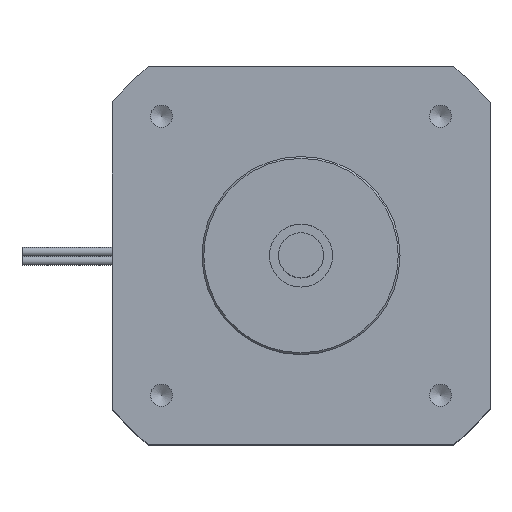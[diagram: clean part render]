
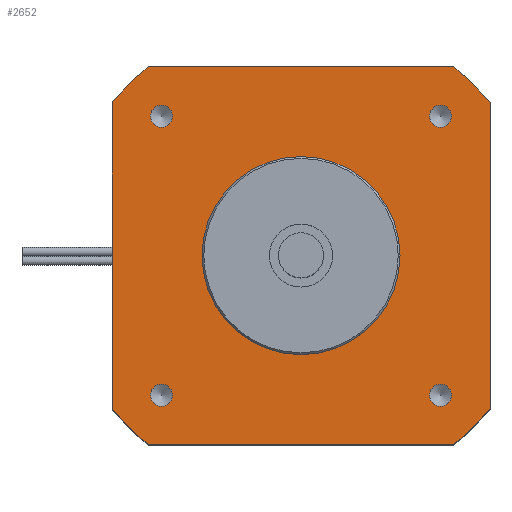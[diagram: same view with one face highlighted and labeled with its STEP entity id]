
A CAD part, top view. The second image highlights one B-rep face of the part: STEP entity #2652.
In plain terms, the highlighted planar face has unit normal (0, 0, 1).
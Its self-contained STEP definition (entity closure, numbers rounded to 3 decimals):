
#47=FACE_BOUND('',#464,.T.);
#48=FACE_BOUND('',#465,.T.);
#49=FACE_BOUND('',#466,.T.);
#50=FACE_BOUND('',#467,.T.);
#51=FACE_BOUND('',#468,.T.);
#154=PLANE('',#2889);
#271=FACE_OUTER_BOUND('',#463,.T.);
#463=EDGE_LOOP('',(#1889,#1890,#1891,#1892,#1893,#1894,#1895,#1896));
#464=EDGE_LOOP('',(#1897));
#465=EDGE_LOOP('',(#1898));
#466=EDGE_LOOP('',(#1899));
#467=EDGE_LOOP('',(#1900));
#468=EDGE_LOOP('',(#1901));
#704=LINE('',#4180,#859);
#714=LINE('',#4208,#869);
#717=LINE('',#4263,#872);
#720=LINE('',#4271,#875);
#859=VECTOR('',#3295,10.);
#869=VECTOR('',#3323,10.);
#872=VECTOR('',#3396,10.);
#875=VECTOR('',#3405,10.);
#982=CIRCLE('',#2853,11.);
#988=CIRCLE('',#2866,1.23);
#990=CIRCLE('',#2870,1.23);
#992=CIRCLE('',#2874,1.23);
#994=CIRCLE('',#2878,1.23);
#995=CIRCLE('',#2880,27.);
#996=CIRCLE('',#2882,27.);
#997=CIRCLE('',#2885,27.);
#998=CIRCLE('',#2888,27.);
#1170=VERTEX_POINT('',#4177);
#1171=VERTEX_POINT('',#4179);
#1179=VERTEX_POINT('',#4205);
#1180=VERTEX_POINT('',#4207);
#1183=VERTEX_POINT('',#4216);
#1189=VERTEX_POINT('',#4235);
#1191=VERTEX_POINT('',#4241);
#1193=VERTEX_POINT('',#4247);
#1195=VERTEX_POINT('',#4253);
#1196=VERTEX_POINT('',#4258);
#1197=VERTEX_POINT('',#4262);
#1198=VERTEX_POINT('',#4266);
#1199=VERTEX_POINT('',#4270);
#1418=EDGE_CURVE('',#1170,#1171,#704,.T.);
#1432=EDGE_CURVE('',#1179,#1180,#714,.T.);
#1436=EDGE_CURVE('',#1183,#1183,#982,.T.);
#1442=EDGE_CURVE('',#1189,#1189,#988,.T.);
#1444=EDGE_CURVE('',#1191,#1191,#990,.T.);
#1446=EDGE_CURVE('',#1193,#1193,#992,.T.);
#1448=EDGE_CURVE('',#1195,#1195,#994,.T.);
#1449=EDGE_CURVE('',#1180,#1170,#995,.T.);
#1450=EDGE_CURVE('',#1171,#1196,#996,.T.);
#1452=EDGE_CURVE('',#1196,#1197,#717,.T.);
#1454=EDGE_CURVE('',#1197,#1198,#997,.T.);
#1456=EDGE_CURVE('',#1198,#1199,#720,.T.);
#1458=EDGE_CURVE('',#1199,#1179,#998,.T.);
#1889=ORIENTED_EDGE('',*,*,#1432,.F.);
#1890=ORIENTED_EDGE('',*,*,#1458,.F.);
#1891=ORIENTED_EDGE('',*,*,#1456,.F.);
#1892=ORIENTED_EDGE('',*,*,#1454,.F.);
#1893=ORIENTED_EDGE('',*,*,#1452,.F.);
#1894=ORIENTED_EDGE('',*,*,#1450,.F.);
#1895=ORIENTED_EDGE('',*,*,#1418,.F.);
#1896=ORIENTED_EDGE('',*,*,#1449,.F.);
#1897=ORIENTED_EDGE('',*,*,#1442,.T.);
#1898=ORIENTED_EDGE('',*,*,#1444,.T.);
#1899=ORIENTED_EDGE('',*,*,#1446,.T.);
#1900=ORIENTED_EDGE('',*,*,#1448,.T.);
#1901=ORIENTED_EDGE('',*,*,#1436,.T.);
#2652=ADVANCED_FACE('',(#271,#47,#48,#49,#50,#51),#154,.T.);
#2853=AXIS2_PLACEMENT_3D('',#4217,#3333,#3334);
#2866=AXIS2_PLACEMENT_3D('',#4236,#3359,#3360);
#2870=AXIS2_PLACEMENT_3D('',#4242,#3367,#3368);
#2874=AXIS2_PLACEMENT_3D('',#4248,#3375,#3376);
#2878=AXIS2_PLACEMENT_3D('',#4254,#3383,#3384);
#2880=AXIS2_PLACEMENT_3D('',#4256,#3387,#3388);
#2882=AXIS2_PLACEMENT_3D('',#4259,#3391,#3392);
#2885=AXIS2_PLACEMENT_3D('',#4267,#3400,#3401);
#2888=AXIS2_PLACEMENT_3D('',#4274,#3409,#3410);
#2889=AXIS2_PLACEMENT_3D('',#4275,#3411,#3412);
#3295=DIRECTION('',(0.,-1.,0.));
#3323=DIRECTION('',(1.,0.,0.));
#3333=DIRECTION('center_axis',(0.,0.,-1.));
#3334=DIRECTION('ref_axis',(-1.,0.,0.));
#3359=DIRECTION('center_axis',(0.,0.,-1.));
#3360=DIRECTION('ref_axis',(1.,0.,0.));
#3367=DIRECTION('center_axis',(0.,0.,-1.));
#3368=DIRECTION('ref_axis',(1.,0.,0.));
#3375=DIRECTION('center_axis',(0.,0.,-1.));
#3376=DIRECTION('ref_axis',(1.,0.,0.));
#3383=DIRECTION('center_axis',(0.,0.,-1.));
#3384=DIRECTION('ref_axis',(1.,0.,0.));
#3387=DIRECTION('center_axis',(0.,0.,-1.));
#3388=DIRECTION('ref_axis',(0.778,0.629,0.));
#3391=DIRECTION('center_axis',(0.,0.,-1.));
#3392=DIRECTION('ref_axis',(0.629,-0.778,0.));
#3396=DIRECTION('',(-1.,0.,0.));
#3400=DIRECTION('center_axis',(0.,0.,-1.));
#3401=DIRECTION('ref_axis',(-0.778,-0.629,0.));
#3405=DIRECTION('',(0.,1.,0.));
#3409=DIRECTION('center_axis',(0.,0.,-1.));
#3410=DIRECTION('ref_axis',(-0.629,0.778,0.));
#3411=DIRECTION('center_axis',(0.,0.,1.));
#3412=DIRECTION('ref_axis',(1.,0.,0.));
#4177=CARTESIAN_POINT('',(21.,16.971,23.35));
#4179=CARTESIAN_POINT('',(21.,-16.971,23.35));
#4180=CARTESIAN_POINT('',(21.,-16.971,23.35));
#4205=CARTESIAN_POINT('',(-16.971,21.,23.35));
#4207=CARTESIAN_POINT('',(16.971,21.,23.35));
#4208=CARTESIAN_POINT('',(16.971,21.,23.35));
#4216=CARTESIAN_POINT('',(11.,0.,23.35));
#4217=CARTESIAN_POINT('Origin',(0.,0.,
23.35));
#4235=CARTESIAN_POINT('',(-16.73,-15.5,23.35));
#4236=CARTESIAN_POINT('Origin',(-15.5,-15.5,23.35));
#4241=CARTESIAN_POINT('',(14.271,-15.5,23.35));
#4242=CARTESIAN_POINT('Origin',(15.5,-15.5,23.35));
#4247=CARTESIAN_POINT('',(-16.73,15.5,23.35));
#4248=CARTESIAN_POINT('Origin',(-15.5,15.5,23.35));
#4253=CARTESIAN_POINT('',(14.271,15.5,23.35));
#4254=CARTESIAN_POINT('Origin',(15.5,15.5,23.35));
#4256=CARTESIAN_POINT('Origin',(0.,0.,
23.35));
#4258=CARTESIAN_POINT('',(16.971,-21.,23.35));
#4259=CARTESIAN_POINT('Origin',(0.,0.,
23.35));
#4262=CARTESIAN_POINT('',(-16.971,-21.,23.35));
#4263=CARTESIAN_POINT('',(-16.971,-21.,23.35));
#4266=CARTESIAN_POINT('',(-21.,-16.971,23.35));
#4267=CARTESIAN_POINT('Origin',(0.,0.,
23.35));
#4270=CARTESIAN_POINT('',(-21.,16.971,23.35));
#4271=CARTESIAN_POINT('',(-21.,16.971,23.35));
#4274=CARTESIAN_POINT('Origin',(0.,0.,
23.35));
#4275=CARTESIAN_POINT('Origin',(0.,0.,
23.35));
